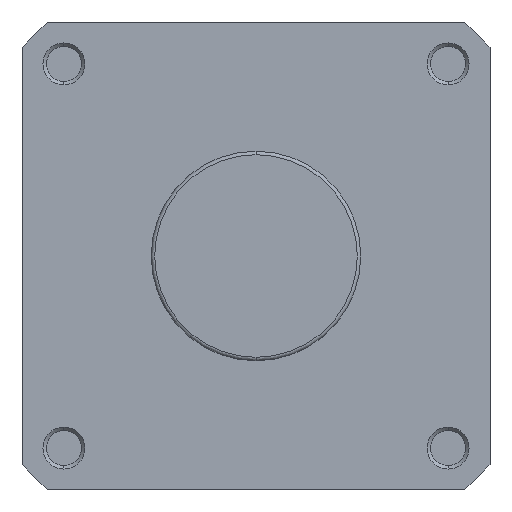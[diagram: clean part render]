
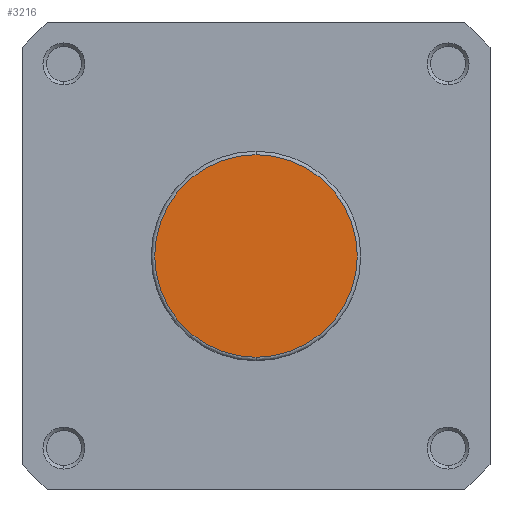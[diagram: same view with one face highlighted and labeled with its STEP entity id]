
A CAD part, left-side view. The second image highlights one B-rep face of the part: STEP entity #3216.
In plain terms, the highlighted planar face has unit normal (-1, 0, 0).
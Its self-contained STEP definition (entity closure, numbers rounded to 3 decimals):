
#177 = EDGE_CURVE ( 'NONE', #6189, #6326, #4175, .T. ) ;
#236 = EDGE_CURVE ( 'NONE', #6326, #6189, #4272, .T. ) ;
#662 = AXIS2_PLACEMENT_3D ( 'NONE', #5483, #5485, #5486 ) ;
#690 = AXIS2_PLACEMENT_3D ( 'NONE', #1219, #1221, #1222 ) ;
#998 = AXIS2_PLACEMENT_3D ( 'NONE', #2822, #2828, #2829 ) ;
#1219 = CARTESIAN_POINT ( 'NONE',  ( 0., 0., 0. ) ) ;
#1221 = DIRECTION ( 'NONE',  ( -1., 0., 0. ) ) ;
#1222 = DIRECTION ( 'NONE',  ( 0., 0., -1. ) ) ;
#2822 = CARTESIAN_POINT ( 'NONE',  ( 0., 30., 0. ) ) ;
#2824 = PLANE ( 'NONE',  #998 ) ;
#2828 = DIRECTION ( 'NONE',  ( 1., 0., 0. ) ) ;
#2829 = DIRECTION ( 'NONE',  ( 0., 0., -1. ) ) ;
#3216 = ADVANCED_FACE ( 'NONE', ( #5239 ), #2824, .F. ) ;
#3527 = CARTESIAN_POINT ( 'NONE',  ( 0., 0., -29. ) ) ;
#3663 = CARTESIAN_POINT ( 'NONE',  ( 0., 0., 29. ) ) ;
#4175 = CIRCLE ( 'NONE', #662, 29. ) ;
#4272 = CIRCLE ( 'NONE', #690, 29. ) ;
#5239 = FACE_OUTER_BOUND ( 'NONE', #5952, .T. ) ;
#5483 = CARTESIAN_POINT ( 'NONE',  ( 0., 0., 0. ) ) ;
#5485 = DIRECTION ( 'NONE',  ( -1., 0., 0. ) ) ;
#5486 = DIRECTION ( 'NONE',  ( 0., 0., -1. ) ) ;
#5952 = EDGE_LOOP ( 'NONE', ( #6728, #6727 ) ) ;
#6189 = VERTEX_POINT ( 'NONE', #3527 ) ;
#6326 = VERTEX_POINT ( 'NONE', #3663 ) ;
#6727 = ORIENTED_EDGE ( 'NONE', *, *, #236, .T. ) ;
#6728 = ORIENTED_EDGE ( 'NONE', *, *, #177, .T. ) ;
